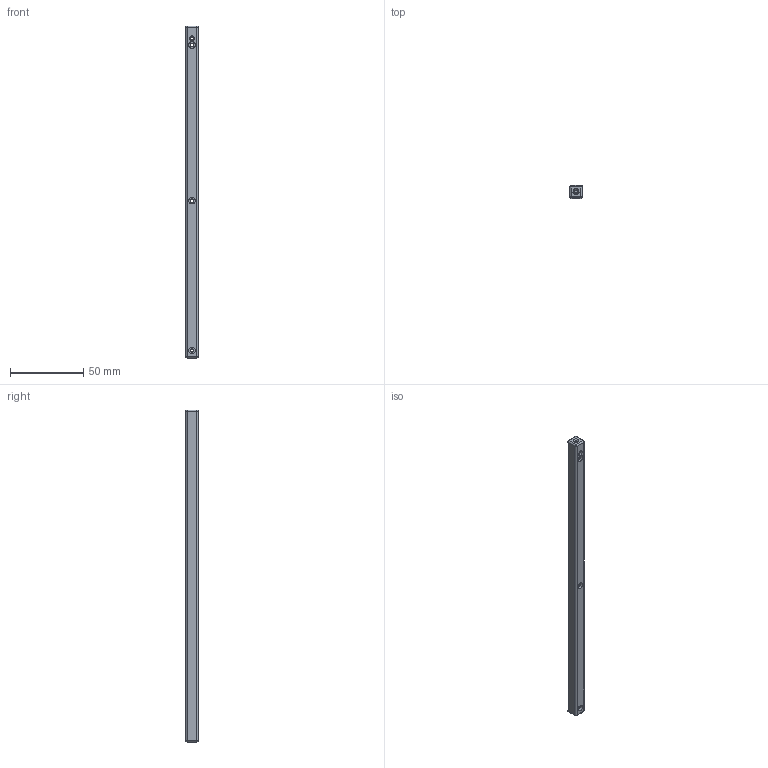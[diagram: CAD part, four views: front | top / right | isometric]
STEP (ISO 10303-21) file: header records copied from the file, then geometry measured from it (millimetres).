
FILE_DESCRIPTION(/* description */ (''),/* implementation_level */ '2;1');
FILE_NAME(/* name */ '5_2U_STD.step',/* time_stamp */ '2023-12-22T11:58:01+09:00',/* author */ (''),/* organization */ (''),/* preprocessor_version */ 'ST-DEVELOPER v20',/* originating_system */ 'Autodesk Translation Framework v12.14.0.127',/* authorisation */ '');
FILE_SCHEMA (('AUTOMOTIVE_DESIGN { 1 0 10303 214 3 1 1 }'));
Length unit declared in the file: millimetre
Products named in the file (1): FM_RAIL(-Y/+X)_deployment_switch
Bounding box: 8.5 x 8.5 x 227 mm (x, y, z)
Volume: 15711.8 mm3; surface area: 8139.6 mm2
Topology: 1 solids, 1 shells, 68 faces, 156 edges, 93 vertices
Faces by surface type: cylinder 31, plane 19, cone 12, sphere 6
Full cylindrical faces by diameter (mm): 1.623 x7, 1.85 x1, 2 x1, 2.2 x3, 3.5 x1, 4.4 x3
Entity records: 1948 total; most frequent: DIRECTION 357, CARTESIAN_POINT 337, ORIENTED_EDGE 298, EDGE_CURVE 149, AXIS2_PLACEMENT_3D 141, VERTEX_POINT 93, EDGE_LOOP 88, LINE 75
